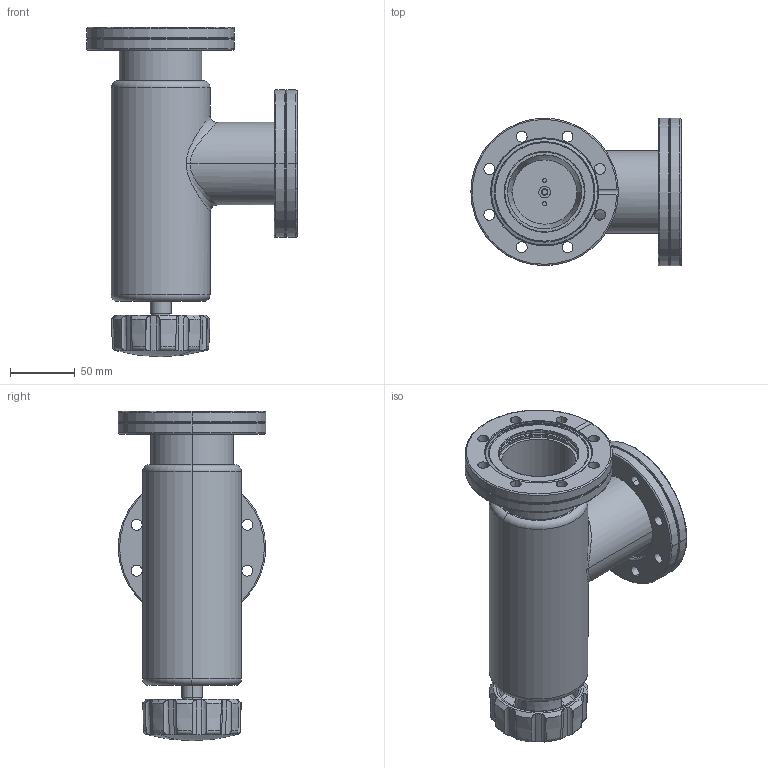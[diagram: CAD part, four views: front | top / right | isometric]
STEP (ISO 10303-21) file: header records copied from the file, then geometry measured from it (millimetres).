
FILE_DESCRIPTION((''),'2;1');
FILE_NAME('ZVR60R','2017-05-04T',('keith.feeley'),(''),'CREO PARAMETRIC BY PTC INC, 2015380','CREO PARAMETRIC BY PTC INC, 2015380','');
FILE_SCHEMA(('AUTOMOTIVE_DESIGN { 1 0 10303 214 1 1 1 1 }'));
Length unit declared in the file: millimetre
Products named in the file (1): ZVR60R
Bounding box: 161.8 x 113.5 x 253.53 mm (x, y, z)
Volume: 601254.6 mm3; surface area: 247306.1 mm2
Topology: 1 solids, 4 shells, 490 faces, 1206 edges, 741 vertices
Faces by surface type: cylinder 166, torus 118, cone 118, plane 78, sphere 6, bspline 4
Entity records: 17574 total; most frequent: CARTESIAN_POINT 5440, DIRECTION 2662, ORIENTED_EDGE 2348, EDGE_CURVE 1180, AXIS2_PLACEMENT_3D 1159, VERTEX_POINT 741, CIRCLE 672, EDGE_LOOP 581
